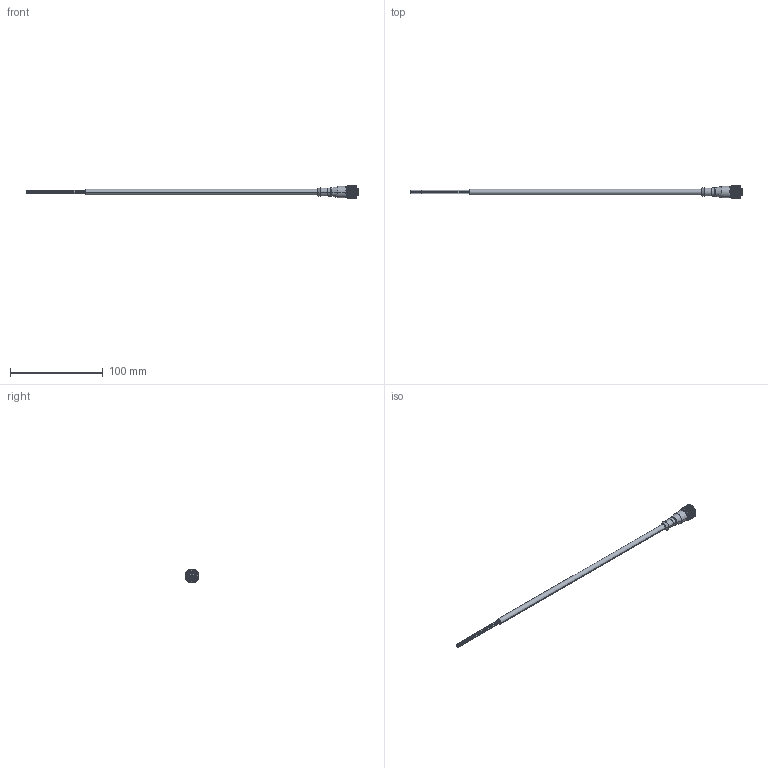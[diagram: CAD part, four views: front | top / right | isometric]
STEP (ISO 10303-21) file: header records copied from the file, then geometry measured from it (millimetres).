
FILE_DESCRIPTION((''),'2;1');
FILE_NAME('220985_SM01_ASM','2021-01-07T15:16:56',('iokafor'),('BANNER ENGINEERING CORP.'),'CREO PARAMETRIC BY PTC INC, 2019292','CREO PARAMETRIC BY PTC INC, 2019292','');
FILE_SCHEMA(('CONFIG_CONTROL_DESIGN','SHAPE_APPEARANCE_LAYERS_GROUPS'));
Products named in the file (3): 153394_SW0001; 138657; 220985_SM01_ASM
Assembly tree (2 placements, depth 2):
  220985_SM01_ASM
    153394_SW0001
    138657
Bounding box: 357 x 14.5 x 14.5 mm (x, y, z)
Volume: 10672 mm3; surface area: 10824.1 mm2
Topology: 2 solids, 2 shells, 4651 faces, 10202 edges, 5574 vertices
Faces by surface type: bspline 2889, cylinder 969, plane 624, cone 108, torus 61
Entity records: 226848 total; most frequent: CARTESIAN_POINT 119718, ORIENTED_EDGE 20404, EDGE_CURVE 10202, DIRECTION 7452, B_SPLINE_CURVE_WITH_KNOTS 7341, VERTEX_POINT 5574, EDGE_LOOP 4742, FACE_OUTER_BOUND 4651
